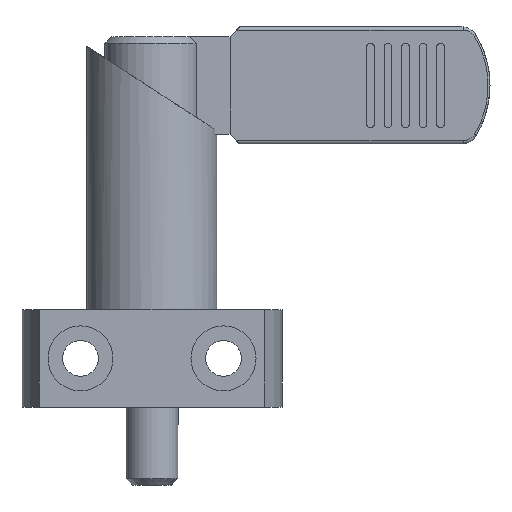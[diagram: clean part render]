
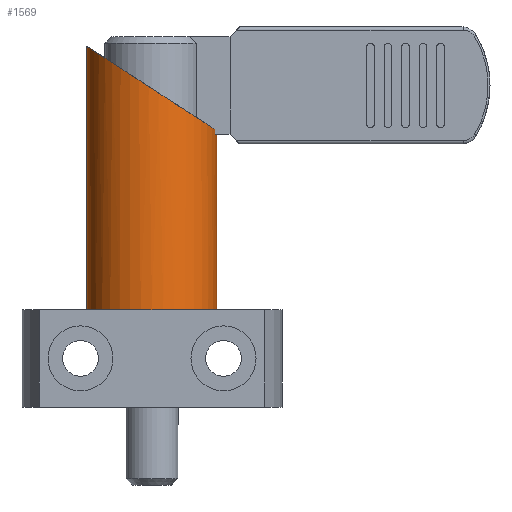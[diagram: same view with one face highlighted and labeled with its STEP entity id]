
A CAD part, front view. The second image highlights one B-rep face of the part: STEP entity #1569.
In plain terms, the highlighted cylindrical face has radius 10 mm (diameter 20 mm), a partial arc.
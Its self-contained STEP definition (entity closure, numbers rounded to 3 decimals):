
#827=EDGE_CURVE('',#1489,#1621,#2326,.T.);
#1269=EDGE_CURVE('',#1693,#1489,#2826,.T.);
#1285=EDGE_CURVE('',#1909,#2113,#2842,.T.);
#1489=VERTEX_POINT('',#3075);
#1569=ADVANCED_FACE('',(#3164),#3165,.T.);
#1621=VERTEX_POINT('',#3221);
#1693=VERTEX_POINT('',#3305);
#1747=VERTEX_POINT('',#3363);
#1761=EDGE_CURVE('',#2113,#1991,#3379,.T.);
#1797=EDGE_CURVE('',#1747,#1909,#3419,.T.);
#1909=VERTEX_POINT('',#3540);
#1973=EDGE_CURVE('',#1991,#1621,#3607,.T.);
#1991=VERTEX_POINT('',#3625);
#2069=EDGE_CURVE('',#1693,#1747,#3713,.T.);
#2113=VERTEX_POINT('',#3757);
#2326=CIRCLE('',#3988,10.0);
#2826=LINE('',#4642,#4643);
#2842=CIRCLE('',#4665,10.0);
#3075=CARTESIAN_POINT('',(9.682,-2.5,42.0));
#3164=FACE_OUTER_BOUND('',#5111,.T.);
#3165=CYLINDRICAL_SURFACE('',#5112,10.0);
#3221=CARTESIAN_POINT('',(10.0,0.,42.0));
#3305=CARTESIAN_POINT('',(9.682,-2.5,42.706));
#3363=CARTESIAN_POINT('',(-10.0,0.,55.488));
#3379=CIRCLE('',#5396,10.0);
#3419=LINE('',#5465,#5466);
#3540=CARTESIAN_POINT('',(-10.0,0.,15.0));
#3607=LINE('',#5755,#5756);
#3625=CARTESIAN_POINT('',(10.0,0.,15.0));
#3713=ELLIPSE('',#5899,11.924,10.0);
#3757=CARTESIAN_POINT('',(0.,-10.0,15.0));
#3988=AXIS2_PLACEMENT_3D('',#6262,#6263,#6264);
#4642=CARTESIAN_POINT('',(9.682,-2.5,48.744));
#4643=VECTOR('',#6905,1.0);
#4665=AXIS2_PLACEMENT_3D('',#6911,#6912,#6913);
#5111=EDGE_LOOP('',(#7338,#7339,#7340,#7341,#7342,#7343,#7344));
#5112=AXIS2_PLACEMENT_3D('',#7345,#7346,#7347);
#5396=AXIS2_PLACEMENT_3D('',#7612,#7613,#7614);
#5465=CARTESIAN_POINT('',(-10.0,0.,27.8));
#5466=VECTOR('',#7667,1.0);
#5755=CARTESIAN_POINT('',(10.0,0.,27.8));
#5756=VECTOR('',#7831,1.0);
#5899=AXIS2_PLACEMENT_3D('',#7957,#7958,#7959);
#6262=CARTESIAN_POINT('',(0.0,0.0,42.0));
#6263=DIRECTION('',(0.0,0.0,1.0));
#6264=DIRECTION('',(1.0,0.0,0.0));
#6905=DIRECTION('',(-0.0,-0.0,-1.0));
#6911=CARTESIAN_POINT('',(0.0,0.0,15.0));
#6912=DIRECTION('',(0.0,0.0,1.0));
#6913=DIRECTION('',(1.0,0.0,0.0));
#7338=ORIENTED_EDGE('',*,*,#1973,.T.);
#7339=ORIENTED_EDGE('',*,*,#827,.F.);
#7340=ORIENTED_EDGE('',*,*,#1269,.F.);
#7341=ORIENTED_EDGE('',*,*,#2069,.T.);
#7342=ORIENTED_EDGE('',*,*,#1797,.T.);
#7343=ORIENTED_EDGE('',*,*,#1285,.T.);
#7344=ORIENTED_EDGE('',*,*,#1761,.T.);
#7345=CARTESIAN_POINT('',(0.0,0.0,27.8));
#7346=DIRECTION('',(-0.0,-0.0,-1.0));
#7347=DIRECTION('',(1.0,0.0,0.0));
#7612=CARTESIAN_POINT('',(0.0,0.0,15.0));
#7613=DIRECTION('',(0.0,0.0,1.0));
#7614=DIRECTION('',(1.0,0.0,0.0));
#7667=DIRECTION('',(-0.0,-0.0,-1.0));
#7831=DIRECTION('',(0.0,0.0,1.0));
#7957=CARTESIAN_POINT('',(0.0,0.0,48.994));
#7958=DIRECTION('',(-0.545,-0.0,-0.839));
#7959=DIRECTION('',(0.839,0.0,-0.545));
